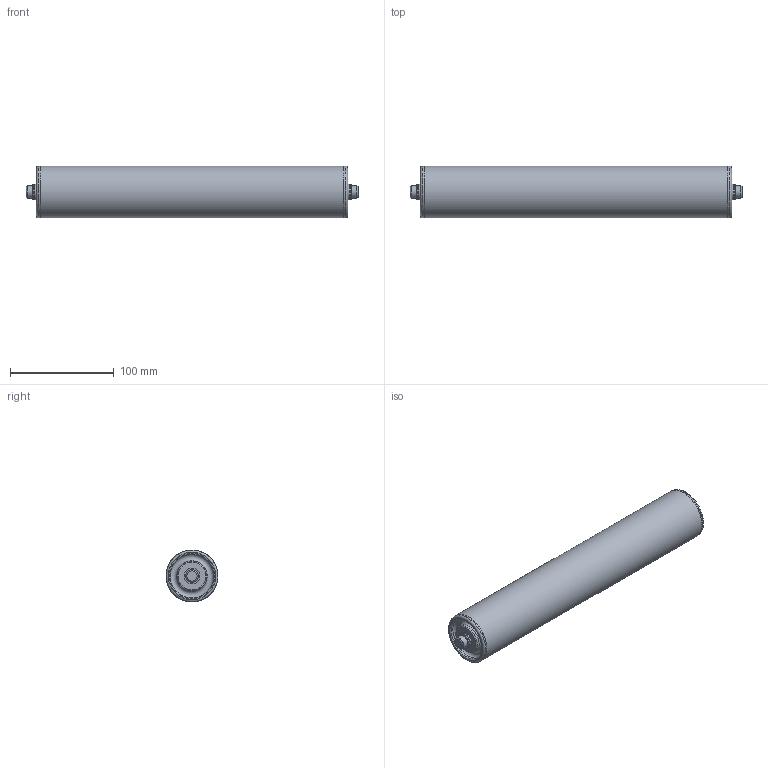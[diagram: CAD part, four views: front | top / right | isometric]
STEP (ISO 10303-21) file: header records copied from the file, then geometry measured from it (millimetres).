
FILE_DESCRIPTION((''),'2;1');
FILE_NAME('TR0_50x2,8_A12_ML300_AL320_glatt_3.stp',('ALFOTEC GmbH'),'Die Weitergabe, Vervielfaeltigung und Verwertung der technischen Zeichnung ist nur mit ausdruecklicher Einwilligung des Urhebers gestattet. Technische Aenderungen sowie bei Verstoessen Ansprueche auf Schadenersatz (auch fuer den Fall einer Patent-, Gebra');
FILE_SCHEMA(('CONFIG_CONTROL_DESIGN'));
Length unit declared in the file: millimetre
Products named in the file (1): TR0_50x2,8_A12_ML300_AL320_glatt_2
Bounding box: 320 x 50 x 50 mm (x, y, z)
Volume: 582954.7 mm3; surface area: 54132.2 mm2
Topology: 1 solids, 1 shells, 39 faces, 67 edges, 40 vertices
Faces by surface type: cylinder 13, plane 12, torus 10, cone 4
Full cylindrical faces by diameter (mm): 12 x2, 12.1 x2, 15.4 x4, 42.2 x2, 49.9 x2, 50 x1
Entity records: 823 total; most frequent: DIRECTION 156, CARTESIAN_POINT 116, AXIS2_PLACEMENT_3D 78, ORIENTED_EDGE 76, EDGE_LOOP 76, FACE_OUTER_BOUND 39, ADVANCED_FACE 39, VERTEX_POINT 38
